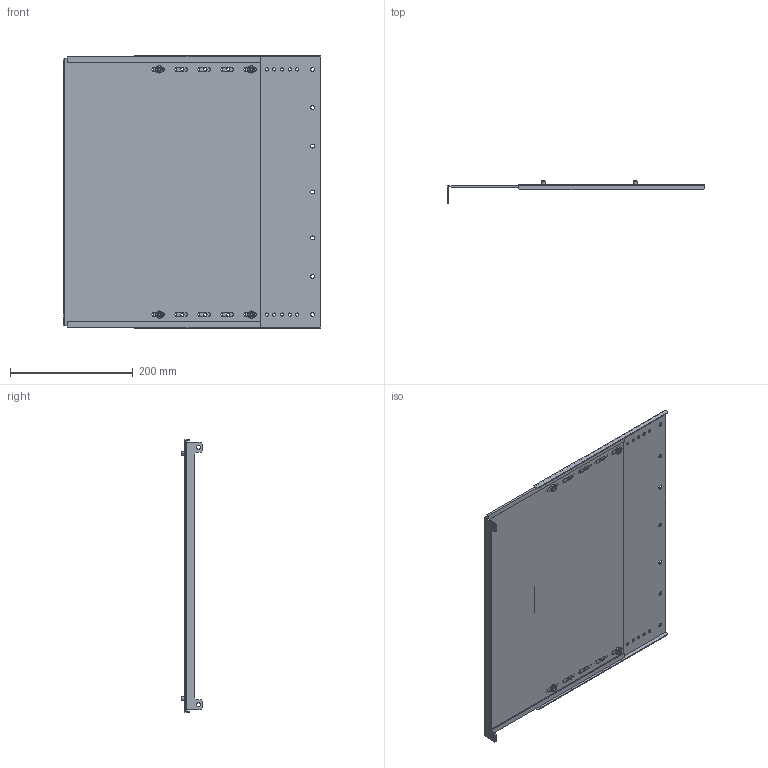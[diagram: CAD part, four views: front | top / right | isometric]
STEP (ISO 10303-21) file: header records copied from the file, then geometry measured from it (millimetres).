
FILE_DESCRIPTION (( 'STEP AP203' ), '1' );
FILE_NAME ('FO-00-SWVB-045-040 FORMAT Ïåðåãîðîäêà ñåêö. âåðò. øèííîãî îòñåêà 450õ400 IEK.STEP', '2024-07-04T13:20:26', ( '' ), ( '' ), 'SwSTEP 2.0', 'SolidWorks 2022', '' );
FILE_SCHEMA (( 'CONFIG_CONTROL_DESIGN' ));
Length unit declared in the file: millimetre
Products named in the file (1): FO-00-SWVB-045-040 FORMAT Перегородка секц. верт. шинного отсека 450х400 IEK
Bounding box: 419.75 x 35.7 x 444.5 mm (x, y, z)
Volume: 437500.4 mm3; surface area: 579150.9 mm2
Topology: 6 solids, 6 shells, 314 faces, 850 edges, 556 vertices
Faces by surface type: cylinder 194, plane 88, cone 16, torus 16
Entity records: 10357 total; most frequent: DIRECTION 1916, CARTESIAN_POINT 1721, ORIENTED_EDGE 1700, EDGE_CURVE 850, AXIS2_PLACEMENT_3D 751, VERTEX_POINT 556, EDGE_LOOP 440, CIRCLE 436
